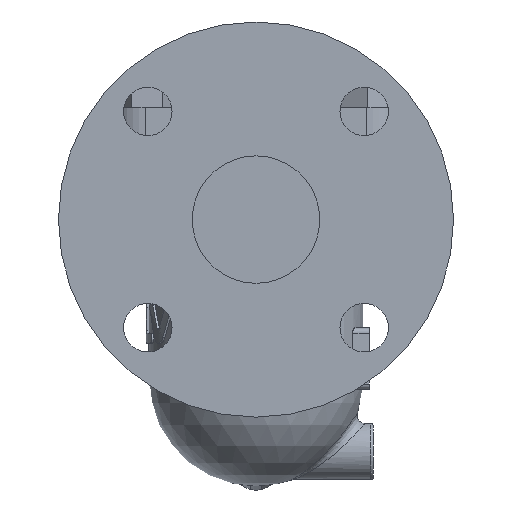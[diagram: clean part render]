
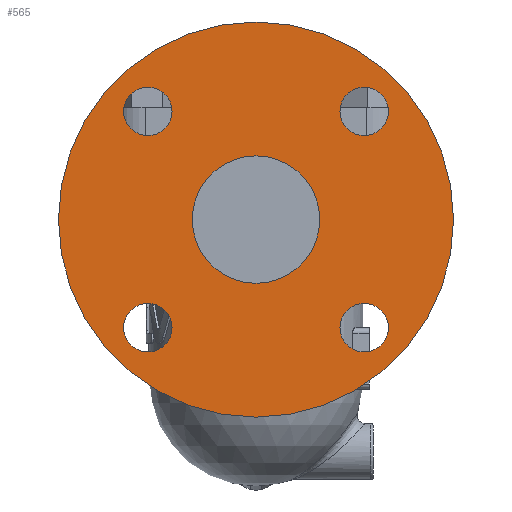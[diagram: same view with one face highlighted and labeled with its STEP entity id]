
A CAD part, left-side view. The second image highlights one B-rep face of the part: STEP entity #565.
In plain terms, the highlighted free-form (B-spline) face has degree [1, 1] with [2, 2] control points.
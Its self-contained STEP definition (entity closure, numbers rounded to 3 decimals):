
#105=CARTESIAN_POINT('',(-140.,0.,-52.));
#106=VERTEX_POINT('',#105);
#107=CARTESIAN_POINT('',(-140.,0.0,-27.));
#108=DIRECTION('',(1.0,0.0,0.0));
#109=DIRECTION('',(0.0,0.0,1.0));
#110=AXIS2_PLACEMENT_3D('',#107,#108,#109);
#111=CIRCLE('',#110,25.0);
#112=EDGE_CURVE('',#106,#106,#111,.T.);
#244=CARTESIAN_POINT('',(-140.,0.0,50.5));
#245=VERTEX_POINT('',#244);
#246=CARTESIAN_POINT('',(-140.,0.0,-27.));
#247=DIRECTION('',(-1.0,0.0,0.0));
#248=DIRECTION('',(0.0,0.0,1.0));
#249=AXIS2_PLACEMENT_3D('',#246,#247,#248);
#250=CIRCLE('',#249,77.5);
#251=EDGE_CURVE('',#245,#245,#250,.T.);
#376=CARTESIAN_POINT('',(-140.,-32.926,15.426));
#377=VERTEX_POINT('',#376);
#378=CARTESIAN_POINT('',(-140.0,-42.426,15.426));
#379=DIRECTION('',(1.0,0.0,0.0));
#380=DIRECTION('',(0.0,1.0,0.0));
#381=AXIS2_PLACEMENT_3D('',#378,#379,#380);
#382=CIRCLE('',#381,9.5);
#383=EDGE_CURVE('',#377,#377,#382,.T.);
#396=CARTESIAN_POINT('',(-140.,-42.426,-59.926));
#397=VERTEX_POINT('',#396);
#398=CARTESIAN_POINT('',(-140.0,-42.426,-69.426));
#399=DIRECTION('',(1.0,0.0,0.0));
#400=DIRECTION('',(0.0,0.0,1.0));
#401=AXIS2_PLACEMENT_3D('',#398,#399,#400);
#402=CIRCLE('',#401,9.5);
#403=EDGE_CURVE('',#397,#397,#402,.T.);
#416=CARTESIAN_POINT('',(-140.,32.926,-69.426));
#417=VERTEX_POINT('',#416);
#418=CARTESIAN_POINT('',(-140.,42.426,-69.426));
#419=DIRECTION('',(1.0,0.0,0.0));
#420=DIRECTION('',(0.0,-1.0,0.0));
#421=AXIS2_PLACEMENT_3D('',#418,#419,#420);
#422=CIRCLE('',#421,9.5);
#423=EDGE_CURVE('',#417,#417,#422,.T.);
#436=CARTESIAN_POINT('',(-140.,42.426,5.926));
#437=VERTEX_POINT('',#436);
#438=CARTESIAN_POINT('',(-140.0,42.426,15.426));
#439=DIRECTION('',(1.0,0.0,0.0));
#440=DIRECTION('',(0.0,0.0,-1.0));
#441=AXIS2_PLACEMENT_3D('',#438,#439,#440);
#442=CIRCLE('',#441,9.5);
#443=EDGE_CURVE('',#437,#437,#442,.T.);
#542=CARTESIAN_POINT('',(-140.0,77.5,50.5));
#543=CARTESIAN_POINT('',(-140.,77.5,-104.5));
#544=CARTESIAN_POINT('',(-140.0,-77.5,50.5));
#545=CARTESIAN_POINT('',(-140.,-77.5,-104.5));
#546=B_SPLINE_SURFACE_WITH_KNOTS('',1,1,((#542,#544),(#543,#545)),.UNSPECIFIED.,.F.,.F.,.U.,(2,2),(2,2),(0.0,155.0),(0.0,155.0),.UNSPECIFIED.);
#547=ORIENTED_EDGE('',*,*,#251,.T.);
#548=EDGE_LOOP('',(#547));
#549=FACE_OUTER_BOUND('',#548,.T.);
#550=ORIENTED_EDGE('',*,*,#112,.T.);
#551=EDGE_LOOP('',(#550));
#552=FACE_BOUND('',#551,.T.);
#553=ORIENTED_EDGE('',*,*,#383,.T.);
#554=EDGE_LOOP('',(#553));
#555=FACE_BOUND('',#554,.T.);
#556=ORIENTED_EDGE('',*,*,#403,.T.);
#557=EDGE_LOOP('',(#556));
#558=FACE_BOUND('',#557,.T.);
#559=ORIENTED_EDGE('',*,*,#423,.T.);
#560=EDGE_LOOP('',(#559));
#561=FACE_BOUND('',#560,.T.);
#562=ORIENTED_EDGE('',*,*,#443,.T.);
#563=EDGE_LOOP('',(#562));
#564=FACE_BOUND('',#563,.T.);
#565=ADVANCED_FACE('',(#549,#552,#555,#558,#561,#564),#546,.T.);
